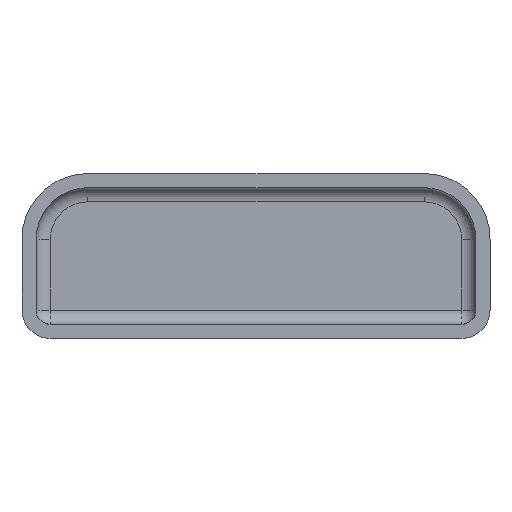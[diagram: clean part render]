
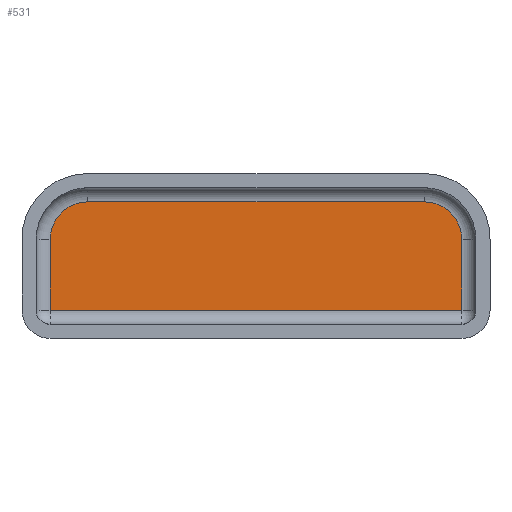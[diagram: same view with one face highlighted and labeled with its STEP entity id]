
A CAD part, top view. The second image highlights one B-rep face of the part: STEP entity #531.
In plain terms, the highlighted planar face has unit normal (0, 0, 1).
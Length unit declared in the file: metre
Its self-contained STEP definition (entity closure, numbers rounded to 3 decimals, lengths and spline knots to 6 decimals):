
#60=CIRCLE('',#604,0.004);
#61=CIRCLE('',#605,0.004);
#180=ORIENTED_EDGE('',*,*,#284,.F.);
#181=ORIENTED_EDGE('',*,*,#285,.F.);
#182=ORIENTED_EDGE('',*,*,#286,.F.);
#183=ORIENTED_EDGE('',*,*,#287,.F.);
#184=ORIENTED_EDGE('',*,*,#288,.F.);
#185=ORIENTED_EDGE('',*,*,#289,.F.);
#284=EDGE_CURVE('',#338,#339,#380,.T.);
#285=EDGE_CURVE('',#340,#338,#60,.T.);
#286=EDGE_CURVE('',#341,#340,#381,.T.);
#287=EDGE_CURVE('',#342,#341,#61,.T.);
#288=EDGE_CURVE('',#343,#342,#382,.F.);
#289=EDGE_CURVE('',#339,#343,#383,.F.);
#338=VERTEX_POINT('',#935);
#339=VERTEX_POINT('',#936);
#340=VERTEX_POINT('',#938);
#341=VERTEX_POINT('',#940);
#342=VERTEX_POINT('',#942);
#343=VERTEX_POINT('',#944);
#380=LINE('',#934,#420);
#381=LINE('',#939,#421);
#382=LINE('',#943,#422);
#383=LINE('',#945,#423);
#420=VECTOR('',#762,1.);
#421=VECTOR('',#765,1.);
#422=VECTOR('',#768,1.);
#423=VECTOR('',#769,1.);
#449=EDGE_LOOP('',(#180,#181,#182,#183,#184,#185));
#485=FACE_BOUND('',#449,.T.);
#506=PLANE('',#603);
#531=ADVANCED_FACE('',(#485),#506,.F.);
#603=AXIS2_PLACEMENT_3D('',#933,#760,#761);
#604=AXIS2_PLACEMENT_3D('',#937,#763,#764);
#605=AXIS2_PLACEMENT_3D('',#941,#766,#767);
#760=DIRECTION('',(0.,0.,-1.));
#761=DIRECTION('',(1.,0.,0.));
#762=DIRECTION('',(0.,-1.,0.));
#763=DIRECTION('',(0.,0.,-1.));
#764=DIRECTION('',(-1.,0.,0.));
#765=DIRECTION('',(1.,0.,0.));
#766=DIRECTION('',(0.,0.,-1.));
#767=DIRECTION('',(-1.,0.,0.));
#768=DIRECTION('',(0.,-1.,0.));
#769=DIRECTION('',(1.,0.,0.));
#933=CARTESIAN_POINT('',(-0.013905,0.011405,-0.0094));
#934=CARTESIAN_POINT('',(0.007982,0.011405,-0.0094));
#935=CARTESIAN_POINT('',(0.007982,0.058103,-0.0094));
#936=CARTESIAN_POINT('',(0.007982,0.050576,-0.0094));
#937=CARTESIAN_POINT('',(0.003982,0.058103,-0.0094));
#938=CARTESIAN_POINT('',(0.003982,0.062103,-0.0094));
#939=CARTESIAN_POINT('',(-0.013905,0.062103,-0.0094));
#940=CARTESIAN_POINT('',(-0.031792,0.062103,-0.0094));
#941=CARTESIAN_POINT('',(-0.031792,0.058103,-0.0094));
#942=CARTESIAN_POINT('',(-0.035792,0.058103,-0.0094));
#943=CARTESIAN_POINT('',(-0.035792,0.011405,-0.0094));
#944=CARTESIAN_POINT('',(-0.035792,0.050576,-0.0094));
#945=CARTESIAN_POINT('',(-0.013905,0.050576,-0.0094));
